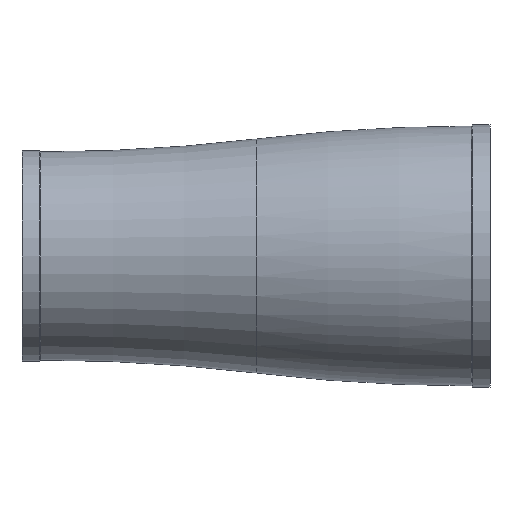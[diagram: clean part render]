
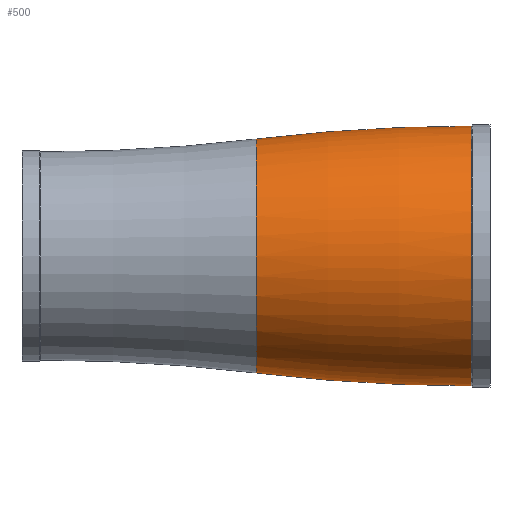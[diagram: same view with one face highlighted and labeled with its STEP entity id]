
A CAD part, front view. The second image highlights one B-rep face of the part: STEP entity #500.
In plain terms, the highlighted toroidal (fillet/blend) face has major radius 358.352 mm and minor radius 386.102 mm.
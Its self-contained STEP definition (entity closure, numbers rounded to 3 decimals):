
#64 = DIRECTION ( 'NONE',  ( 0., 1., 0. ) ) ;
#72 = CIRCLE ( 'NONE', #844, 386.102 ) ;
#78 = AXIS2_PLACEMENT_3D ( 'NONE', #690, #417, #968 ) ;
#87 = CARTESIAN_POINT ( 'NONE',  ( -4., 0., -27.75 ) ) ;
#175 = VERTEX_POINT ( 'NONE', #465 ) ;
#232 = VERTEX_POINT ( 'NONE', #87 ) ;
#255 = ORIENTED_EDGE ( 'NONE', *, *, #992, .F. ) ;
#277 = ORIENTED_EDGE ( 'NONE', *, *, #290, .T. ) ;
#279 = AXIS2_PLACEMENT_3D ( 'NONE', #835, #286, #756 ) ;
#283 = CIRCLE ( 'NONE', #1003, 25. ) ;
#286 = DIRECTION ( 'NONE',  ( 0., -1., 0. ) ) ;
#290 = EDGE_CURVE ( 'NONE', #175, #693, #283, .T. ) ;
#316 = TOROIDAL_SURFACE ( 'NONE', #873, -358.352, 386.102 ) ;
#319 = EDGE_CURVE ( 'NONE', #175, #565, #72, .T. ) ;
#351 = CARTESIAN_POINT ( 'NONE',  ( -50., 0., 0. ) ) ;
#355 = CIRCLE ( 'NONE', #78, 27.75 ) ;
#391 = ORIENTED_EDGE ( 'NONE', *, *, #590, .T. ) ;
#417 = DIRECTION ( 'NONE',  ( 1., 0., 0. ) ) ;
#429 = DIRECTION ( 'NONE',  ( 0., 0., -1. ) ) ;
#465 = CARTESIAN_POINT ( 'NONE',  ( -50., 0., 25. ) ) ;
#495 = EDGE_LOOP ( 'NONE', ( #579, #277, #391, #255 ) ) ;
#500 = ADVANCED_FACE ( 'NONE', ( #581 ), #316, .T. ) ;
#513 = DIRECTION ( 'NONE',  ( 1., 0., 0. ) ) ;
#542 = DIRECTION ( 'NONE',  ( 0., 0., 1. ) ) ;
#565 = VERTEX_POINT ( 'NONE', #956 ) ;
#579 = ORIENTED_EDGE ( 'NONE', *, *, #319, .F. ) ;
#581 = FACE_OUTER_BOUND ( 'NONE', #495, .T. ) ;
#590 = EDGE_CURVE ( 'NONE', #693, #232, #643, .T. ) ;
#610 = CARTESIAN_POINT ( 'NONE',  ( -4., 0., 0. ) ) ;
#620 = CARTESIAN_POINT ( 'NONE',  ( -4., 0., -358.352 ) ) ;
#643 = CIRCLE ( 'NONE', #279, 386.102 ) ;
#689 = DIRECTION ( 'NONE',  ( 1., 0., 0. ) ) ;
#690 = CARTESIAN_POINT ( 'NONE',  ( -4., 0., 0. ) ) ;
#693 = VERTEX_POINT ( 'NONE', #984 ) ;
#756 = DIRECTION ( 'NONE',  ( 0., 0., -1. ) ) ;
#835 = CARTESIAN_POINT ( 'NONE',  ( -4., 0., 358.352 ) ) ;
#842 = DIRECTION ( 'NONE',  ( 0., 0., -1. ) ) ;
#844 = AXIS2_PLACEMENT_3D ( 'NONE', #620, #64, #542 ) ;
#873 = AXIS2_PLACEMENT_3D ( 'NONE', #610, #689, #842 ) ;
#956 = CARTESIAN_POINT ( 'NONE',  ( -4., 0., 27.75 ) ) ;
#968 = DIRECTION ( 'NONE',  ( 0., 0., -1. ) ) ;
#984 = CARTESIAN_POINT ( 'NONE',  ( -50., 0., -25. ) ) ;
#992 = EDGE_CURVE ( 'NONE', #565, #232, #355, .T. ) ;
#1003 = AXIS2_PLACEMENT_3D ( 'NONE', #351, #513, #429 ) ;
